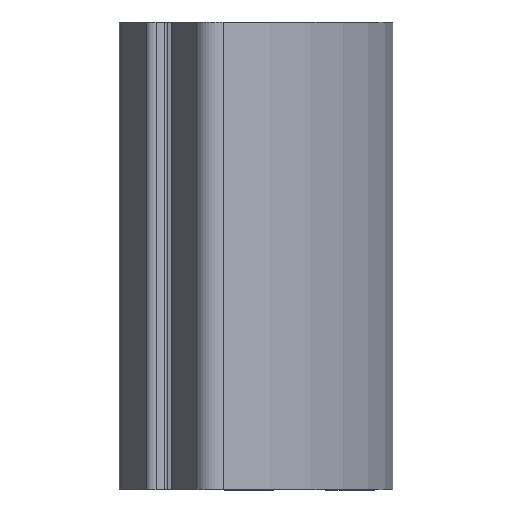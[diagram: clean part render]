
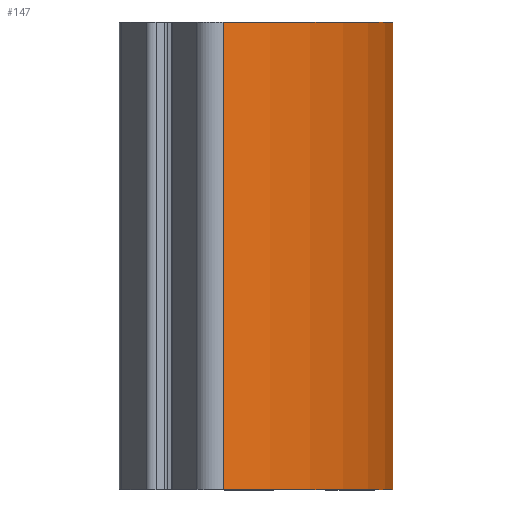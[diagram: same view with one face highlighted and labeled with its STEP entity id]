
A CAD part, top view. The second image highlights one B-rep face of the part: STEP entity #147.
In plain terms, the highlighted cylindrical face has radius 80 mm (diameter 160 mm), a partial arc.
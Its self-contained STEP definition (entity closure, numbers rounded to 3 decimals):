
#147 = ADVANCED_FACE( '', ( #404 ), #405, .T. );
#404 = FACE_OUTER_BOUND( '', #769, .T. );
#405 = CYLINDRICAL_SURFACE( '', #770, 80. );
#769 = EDGE_LOOP( '', ( #1251, #1252, #1253, #1254 ) );
#770 = AXIS2_PLACEMENT_3D( '', #1255, #1256, #1257 );
#1251 = ORIENTED_EDGE( '', *, *, #2372, .T. );
#1252 = ORIENTED_EDGE( '', *, *, #2373, .F. );
#1253 = ORIENTED_EDGE( '', *, *, #2300, .F. );
#1254 = ORIENTED_EDGE( '', *, *, #2374, .T. );
#1255 = CARTESIAN_POINT( '', ( -50.634, 100., -33.863 ) );
#1256 = DIRECTION( '', ( 0., 1., 0. ) );
#1257 = DIRECTION( '', ( 0., 0., -1. ) );
#2300 = EDGE_CURVE( '', #2805, #2807, #2808, .T. );
#2372 = EDGE_CURVE( '', #2944, #2945, #2946, .T. );
#2373 = EDGE_CURVE( '', #2807, #2945, #2947, .T. );
#2374 = EDGE_CURVE( '', #2805, #2944, #2948, .T. );
#2805 = VERTEX_POINT( '', #3503 );
#2807 = VERTEX_POINT( '', #3505 );
#2808 = CIRCLE( '', #3506, 80. );
#2944 = VERTEX_POINT( '', #3667 );
#2945 = VERTEX_POINT( '', #3668 );
#2946 = CIRCLE( '', #3669, 80. );
#2947 = LINE( '', #3670, #3671 );
#2948 = LINE( '', #3672, #3673 );
#3503 = CARTESIAN_POINT( '', ( -7.043, 100., 33.217 ) );
#3505 = CARTESIAN_POINT( '', ( 29.255, 100., -29.653 ) );
#3506 = AXIS2_PLACEMENT_3D( '', #4365, #4366, #4367 );
#3667 = CARTESIAN_POINT( '', ( -7.043, 0., 33.217 ) );
#3668 = CARTESIAN_POINT( '', ( 29.255, 0., -29.653 ) );
#3669 = AXIS2_PLACEMENT_3D( '', #4522, #4523, #4524 );
#3670 = CARTESIAN_POINT( '', ( 29.255, 100., -29.653 ) );
#3671 = VECTOR( '', #4525, 1000. );
#3672 = CARTESIAN_POINT( '', ( -7.043, 100., 33.217 ) );
#3673 = VECTOR( '', #4526, 1000. );
#4365 = CARTESIAN_POINT( '', ( -50.634, 100., -33.863 ) );
#4366 = DIRECTION( '', ( 0., 1., 0. ) );
#4367 = DIRECTION( '', ( 1., 0., 0. ) );
#4522 = CARTESIAN_POINT( '', ( -50.634, 0., -33.863 ) );
#4523 = DIRECTION( '', ( 0., 1., 0. ) );
#4524 = DIRECTION( '', ( 1., 0., 0. ) );
#4525 = DIRECTION( '', ( 0., -1., 0. ) );
#4526 = DIRECTION( '', ( 0., -1., 0. ) );
